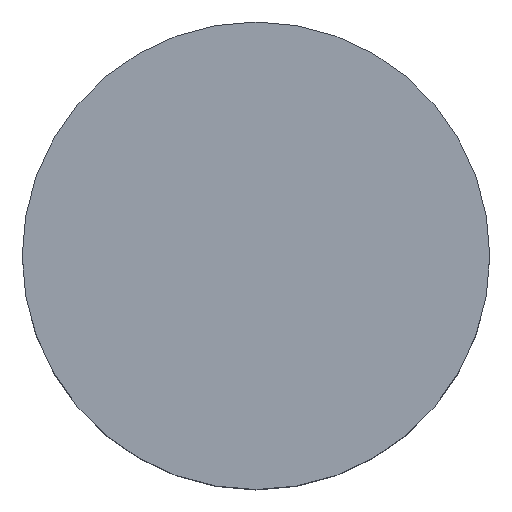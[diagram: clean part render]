
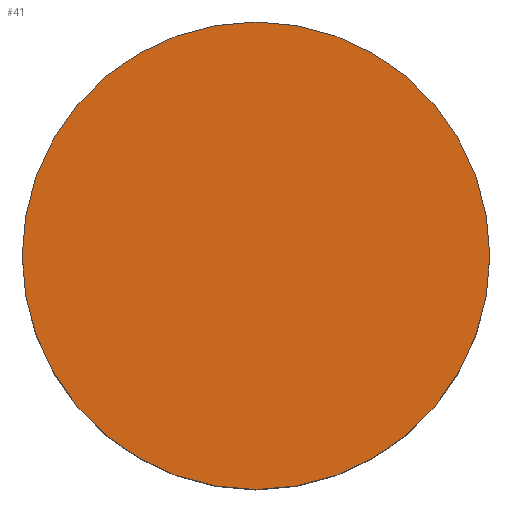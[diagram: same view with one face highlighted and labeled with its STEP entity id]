
A CAD part, top view. The second image highlights one B-rep face of the part: STEP entity #41.
In plain terms, the highlighted planar face has unit normal (0, 0, 1).
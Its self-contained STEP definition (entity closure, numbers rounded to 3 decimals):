
#6 = DIRECTION ( 'NONE',  ( 1., 0., 0. ) ) ;
#34 = EDGE_CURVE ( 'NONE', #55, #66, #180, .T. ) ;
#41 = ADVANCED_FACE ( 'NONE', ( #201 ), #280, .T. ) ;
#55 = VERTEX_POINT ( 'NONE', #79 ) ;
#66 = VERTEX_POINT ( 'NONE', #103 ) ;
#77 = AXIS2_PLACEMENT_3D ( 'NONE', #129, #136, #272 ) ;
#79 = CARTESIAN_POINT ( 'NONE',  ( -3., 0., 0. ) ) ;
#85 = ORIENTED_EDGE ( 'NONE', *, *, #34, .T. ) ;
#103 = CARTESIAN_POINT ( 'NONE',  ( 3., 0., 0. ) ) ;
#129 = CARTESIAN_POINT ( 'NONE',  ( 0., 0., 0. ) ) ;
#136 = DIRECTION ( 'NONE',  ( 0., 0., 1. ) ) ;
#137 = AXIS2_PLACEMENT_3D ( 'NONE', #203, #309, #148 ) ;
#148 = DIRECTION ( 'NONE',  ( 1., 0., 0. ) ) ;
#180 = CIRCLE ( 'NONE', #237, 3. ) ;
#200 = CARTESIAN_POINT ( 'NONE',  ( 0., 0., 0. ) ) ;
#201 = FACE_OUTER_BOUND ( 'NONE', #227, .T. ) ;
#203 = CARTESIAN_POINT ( 'NONE',  ( 0., 0., 0. ) ) ;
#227 = EDGE_LOOP ( 'NONE', ( #298, #85 ) ) ;
#229 = EDGE_CURVE ( 'NONE', #66, #55, #230, .T. ) ;
#230 = CIRCLE ( 'NONE', #77, 3. ) ;
#237 = AXIS2_PLACEMENT_3D ( 'NONE', #200, #308, #6 ) ;
#272 = DIRECTION ( 'NONE',  ( 1., 0., 0. ) ) ;
#280 = PLANE ( 'NONE',  #137 ) ;
#298 = ORIENTED_EDGE ( 'NONE', *, *, #229, .T. ) ;
#308 = DIRECTION ( 'NONE',  ( 0., 0., 1. ) ) ;
#309 = DIRECTION ( 'NONE',  ( 0., 0., 1. ) ) ;
